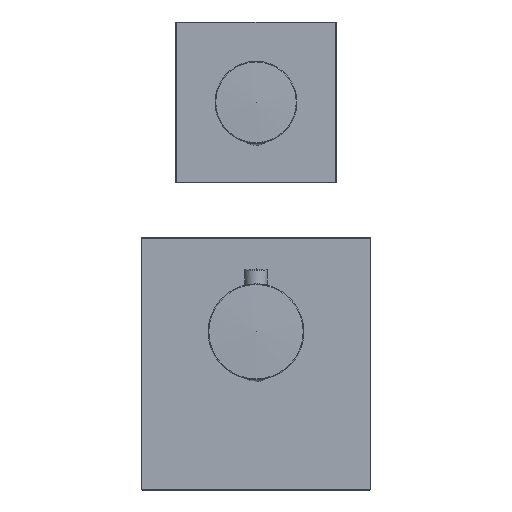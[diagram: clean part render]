
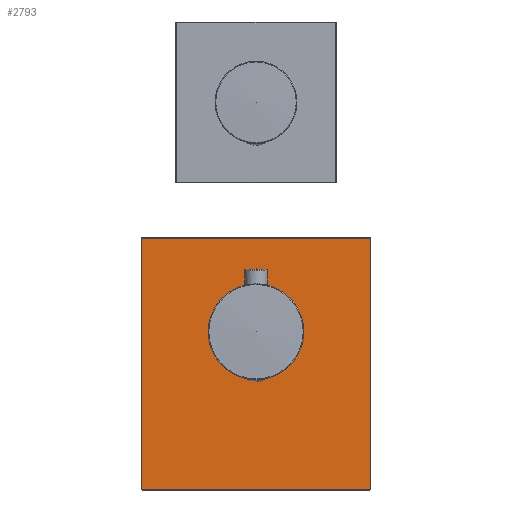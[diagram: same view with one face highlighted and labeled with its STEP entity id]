
A CAD part, front view. The second image highlights one B-rep face of the part: STEP entity #2793.
In plain terms, the highlighted planar face has unit normal (0, -1, 0).
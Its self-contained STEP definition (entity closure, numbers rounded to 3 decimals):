
#27=LINE('',#10943,#131);
#32=LINE('',#10963,#136);
#40=LINE('',#10995,#144);
#41=LINE('',#10999,#145);
#131=VECTOR('',#3252,1000.);
#136=VECTOR('',#3275,1000.);
#144=VECTOR('',#3311,1000.);
#145=VECTOR('',#3318,1000.);
#328=CIRCLE('',#2949,20.85);
#333=CIRCLE('',#2956,0.3);
#338=CIRCLE('',#2965,0.3);
#346=CIRCLE('',#2979,0.3);
#348=CIRCLE('',#2983,0.3);
#423=PLANE('',#2984);
#884=ORIENTED_EDGE('',*,*,#1525,.F.);
#885=ORIENTED_EDGE('',*,*,#1561,.T.);
#886=ORIENTED_EDGE('',*,*,#1559,.T.);
#887=ORIENTED_EDGE('',*,*,#1563,.T.);
#888=ORIENTED_EDGE('',*,*,#1532,.T.);
#889=ORIENTED_EDGE('',*,*,#1535,.T.);
#890=ORIENTED_EDGE('',*,*,#1542,.T.);
#891=ORIENTED_EDGE('',*,*,#1545,.T.);
#892=ORIENTED_EDGE('',*,*,#1562,.T.);
#1525=EDGE_CURVE('',#1927,#1927,#328,.T.);
#1532=EDGE_CURVE('',#1932,#1933,#333,.T.);
#1535=EDGE_CURVE('',#1933,#1935,#27,.T.);
#1542=EDGE_CURVE('',#1935,#1939,#338,.T.);
#1545=EDGE_CURVE('',#1939,#1941,#32,.T.);
#1559=EDGE_CURVE('',#1949,#1950,#346,.T.);
#1561=EDGE_CURVE('',#1951,#1949,#40,.T.);
#1562=EDGE_CURVE('',#1941,#1951,#348,.T.);
#1563=EDGE_CURVE('',#1950,#1932,#41,.T.);
#1927=VERTEX_POINT('',#10922);
#1932=VERTEX_POINT('',#10934);
#1933=VERTEX_POINT('',#10936);
#1935=VERTEX_POINT('',#10942);
#1939=VERTEX_POINT('',#10956);
#1941=VERTEX_POINT('',#10962);
#1949=VERTEX_POINT('',#10988);
#1950=VERTEX_POINT('',#10990);
#1951=VERTEX_POINT('',#10994);
#2396=EDGE_LOOP('',(#884));
#2397=EDGE_LOOP('',(#885,#886,#887,#888,#889,#890,#891,#892));
#2584=FACE_BOUND('',#2396,.T.);
#2585=FACE_BOUND('',#2397,.T.);
#2793=ADVANCED_FACE('',(#2584,#2585),#423,.T.);
#2949=AXIS2_PLACEMENT_3D('',#10921,#3229,#3230);
#2956=AXIS2_PLACEMENT_3D('',#10937,#3245,#3246);
#2965=AXIS2_PLACEMENT_3D('',#10957,#3268,#3269);
#2979=AXIS2_PLACEMENT_3D('',#10991,#3305,#3306);
#2983=AXIS2_PLACEMENT_3D('',#10997,#3314,#3315);
#2984=AXIS2_PLACEMENT_3D('',#10998,#3316,#3317);
#3229=DIRECTION('',(0.,-1.,0.));
#3230=DIRECTION('',(-1.,0.,0.));
#3245=DIRECTION('',(0.,-1.,0.));
#3246=DIRECTION('',(0.,0.,-1.));
#3252=DIRECTION('',(0.,0.,1.));
#3268=DIRECTION('',(0.,-1.,0.));
#3269=DIRECTION('',(1.,0.,0.));
#3275=DIRECTION('',(-1.,0.,0.));
#3305=DIRECTION('',(0.,-1.,0.));
#3306=DIRECTION('',(-1.,0.,0.));
#3311=DIRECTION('',(0.,0.,-1.));
#3314=DIRECTION('',(0.,-1.,0.));
#3315=DIRECTION('',(0.,0.,1.));
#3316=DIRECTION('',(0.,-1.,0.));
#3317=DIRECTION('',(1.,0.,0.));
#3318=DIRECTION('',(1.,0.,0.));
#10921=CARTESIAN_POINT('',(0.,-7.,0.));
#10922=CARTESIAN_POINT('',(-20.85,-7.,0.));
#10934=CARTESIAN_POINT('',(49.5,-7.,-68.8));
#10936=CARTESIAN_POINT('',(49.8,-7.,-68.5));
#10937=CARTESIAN_POINT('',(49.5,-7.,-68.5));
#10942=CARTESIAN_POINT('',(49.8,-7.,40.5));
#10943=CARTESIAN_POINT('',(49.8,-7.,-68.5));
#10956=CARTESIAN_POINT('',(49.5,-7.,40.8));
#10957=CARTESIAN_POINT('',(49.5,-7.,40.5));
#10962=CARTESIAN_POINT('',(-49.5,-7.,40.8));
#10963=CARTESIAN_POINT('',(49.5,-7.,40.8));
#10988=CARTESIAN_POINT('',(-49.8,-7.,-68.5));
#10990=CARTESIAN_POINT('',(-49.5,-7.,-68.8));
#10991=CARTESIAN_POINT('',(-49.5,-7.,-68.5));
#10994=CARTESIAN_POINT('',(-49.8,-7.,40.5));
#10995=CARTESIAN_POINT('',(-49.8,-7.,40.5));
#10997=CARTESIAN_POINT('',(-49.5,-7.,40.5));
#10998=CARTESIAN_POINT('',(0.,-7.,-69.));
#10999=CARTESIAN_POINT('',(-49.5,-7.,-68.8));
